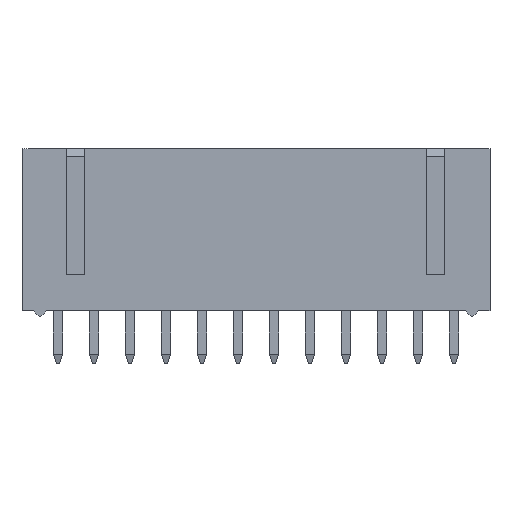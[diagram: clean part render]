
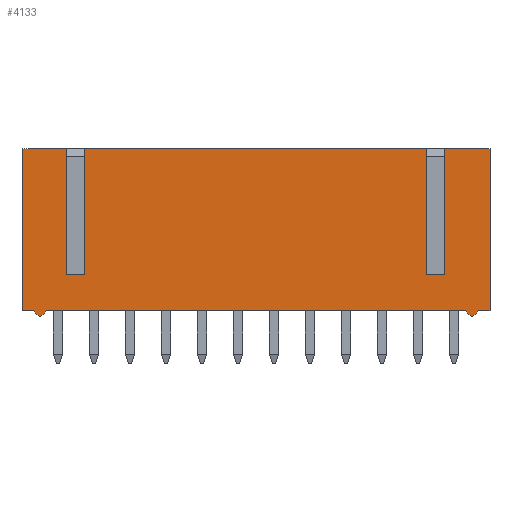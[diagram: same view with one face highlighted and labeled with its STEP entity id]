
A CAD part, front view. The second image highlights one B-rep face of the part: STEP entity #4133.
In plain terms, the highlighted planar face has unit normal (0, -1, 0).
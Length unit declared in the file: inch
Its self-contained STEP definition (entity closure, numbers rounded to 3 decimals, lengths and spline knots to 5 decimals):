
#5=DIRECTION('',(0.,0.,-1.));
#6=VECTOR('',#5,0.45);
#7=CARTESIAN_POINT('',(-0.65,-0.1,0.15));
#8=LINE('',#7,#6);
#557=DIRECTION('',(1.,0.,0.));
#558=VECTOR('',#557,0.0325);
#559=CARTESIAN_POINT('',(-0.65,-0.1,-0.3));
#560=LINE('',#559,#558);
#565=DIRECTION('',(1.,0.,0.));
#566=VECTOR('',#565,1.165);
#567=CARTESIAN_POINT('',(-0.5825,-0.1,-0.3));
#568=LINE('',#567,#566);
#577=DIRECTION('',(1.,0.,0.));
#578=VECTOR('',#577,0.0325);
#579=CARTESIAN_POINT('',(0.6175,-0.1,-0.3));
#580=LINE('',#579,#578);
#777=DIRECTION('',(-1.,0.,0.));
#778=VECTOR('',#777,0.05);
#779=CARTESIAN_POINT('',(-0.475,-0.1,-0.2));
#780=LINE('',#779,#778);
#781=DIRECTION('',(0.,0.,-1.));
#782=VECTOR('',#781,0.35);
#783=CARTESIAN_POINT('',(-0.475,-0.1,0.15));
#784=LINE('',#783,#782);
#785=DIRECTION('',(1.,0.,0.));
#786=VECTOR('',#785,0.95);
#787=CARTESIAN_POINT('',(-0.475,-0.1,0.15));
#788=LINE('',#787,#786);
#789=DIRECTION('',(0.,0.,-1.));
#790=VECTOR('',#789,0.35);
#791=CARTESIAN_POINT('',(0.475,-0.1,0.15));
#792=LINE('',#791,#790);
#793=DIRECTION('',(1.,0.,0.));
#794=VECTOR('',#793,0.05);
#795=CARTESIAN_POINT('',(0.475,-0.1,-0.2));
#796=LINE('',#795,#794);
#797=DIRECTION('',(0.,0.,-1.));
#798=VECTOR('',#797,0.35);
#799=CARTESIAN_POINT('',(0.525,-0.1,0.15));
#800=LINE('',#799,#798);
#801=DIRECTION('',(1.,0.,0.));
#802=VECTOR('',#801,0.125);
#803=CARTESIAN_POINT('',(0.525,-0.1,0.15));
#804=LINE('',#803,#802);
#805=DIRECTION('',(-0.707,0.,-0.707));
#806=VECTOR('',#805,0.02121);
#807=CARTESIAN_POINT('',(0.6175,-0.1,-0.3));
#808=LINE('',#807,#806);
#809=DIRECTION('',(-1.,0.,0.));
#810=VECTOR('',#809,0.005);
#811=CARTESIAN_POINT('',(0.6025,-0.1,-0.315));
#812=LINE('',#811,#810);
#813=DIRECTION('',(-0.707,0.,0.707));
#814=VECTOR('',#813,0.02121);
#815=CARTESIAN_POINT('',(0.5975,-0.1,-0.315));
#816=LINE('',#815,#814);
#817=DIRECTION('',(-0.707,0.,-0.707));
#818=VECTOR('',#817,0.02121);
#819=CARTESIAN_POINT('',(-0.5825,-0.1,-0.3));
#820=LINE('',#819,#818);
#821=DIRECTION('',(-1.,0.,0.));
#822=VECTOR('',#821,0.005);
#823=CARTESIAN_POINT('',(-0.5975,-0.1,-0.315));
#824=LINE('',#823,#822);
#825=DIRECTION('',(-0.707,0.,0.707));
#826=VECTOR('',#825,0.02121);
#827=CARTESIAN_POINT('',(-0.6025,-0.1,-0.315));
#828=LINE('',#827,#826);
#829=DIRECTION('',(1.,0.,0.));
#830=VECTOR('',#829,0.125);
#831=CARTESIAN_POINT('',(-0.65,-0.1,0.15));
#832=LINE('',#831,#830);
#833=DIRECTION('',(0.,0.,-1.));
#834=VECTOR('',#833,0.35);
#835=CARTESIAN_POINT('',(-0.525,-0.1,0.15));
#836=LINE('',#835,#834);
#1129=DIRECTION('',(0.,0.,-1.));
#1130=VECTOR('',#1129,0.45);
#1131=CARTESIAN_POINT('',(0.65,-0.1,0.15));
#1132=LINE('',#1131,#1130);
#2569=CARTESIAN_POINT('',(-0.65,-0.1,0.15));
#2570=CARTESIAN_POINT('',(-0.65,-0.1,-0.3));
#2571=VERTEX_POINT('',#2569);
#2572=VERTEX_POINT('',#2570);
#2575=CARTESIAN_POINT('',(0.65,-0.1,0.15));
#2576=CARTESIAN_POINT('',(0.65,-0.1,-0.3));
#2577=VERTEX_POINT('',#2575);
#2578=VERTEX_POINT('',#2576);
#2653=CARTESIAN_POINT('',(-0.5975,-0.1,-0.315));
#2654=CARTESIAN_POINT('',(-0.6025,-0.1,-0.315));
#2655=VERTEX_POINT('',#2653);
#2656=VERTEX_POINT('',#2654);
#2657=CARTESIAN_POINT('',(0.6025,-0.1,-0.315));
#2658=CARTESIAN_POINT('',(0.5975,-0.1,-0.315));
#2659=VERTEX_POINT('',#2657);
#2660=VERTEX_POINT('',#2658);
#2661=CARTESIAN_POINT('',(-0.6175,-0.1,-0.3));
#2663=VERTEX_POINT('',#2661);
#2665=CARTESIAN_POINT('',(-0.5825,-0.1,-0.3));
#2667=VERTEX_POINT('',#2665);
#2669=CARTESIAN_POINT('',(0.5825,-0.1,-0.3));
#2671=VERTEX_POINT('',#2669);
#2673=CARTESIAN_POINT('',(0.6175,-0.1,-0.3));
#2675=VERTEX_POINT('',#2673);
#2753=CARTESIAN_POINT('',(0.475,-0.1,-0.2));
#2754=CARTESIAN_POINT('',(0.525,-0.1,-0.2));
#2755=VERTEX_POINT('',#2753);
#2756=VERTEX_POINT('',#2754);
#2757=CARTESIAN_POINT('',(0.475,-0.1,0.15));
#2758=VERTEX_POINT('',#2757);
#2759=CARTESIAN_POINT('',(0.525,-0.1,0.15));
#2760=VERTEX_POINT('',#2759);
#2786=CARTESIAN_POINT('',(-0.475,-0.1,-0.2));
#2788=VERTEX_POINT('',#2786);
#2789=CARTESIAN_POINT('',(-0.525,-0.1,-0.2));
#2791=VERTEX_POINT('',#2789);
#2793=CARTESIAN_POINT('',(-0.475,-0.1,0.15));
#2794=VERTEX_POINT('',#2793);
#2795=CARTESIAN_POINT('',(-0.525,-0.1,0.15));
#2796=VERTEX_POINT('',#2795);
#4097=CARTESIAN_POINT('',(-0.65,-0.1,0.15));
#4098=DIRECTION('',(0.,-1.,0.));
#4099=DIRECTION('',(0.,0.,-1.));
#4100=AXIS2_PLACEMENT_3D('',#4097,#4098,#4099);
#4101=PLANE('',#4100);
#4102=ORIENTED_EDGE('',*,*,#3533,.F.);
#4103=ORIENTED_EDGE('',*,*,#3520,.F.);
#4104=ORIENTED_EDGE('',*,*,#3452,.T.);
#4106=ORIENTED_EDGE('',*,*,#4105,.T.);
#4107=ORIENTED_EDGE('',*,*,#3556,.T.);
#4109=ORIENTED_EDGE('',*,*,#4108,.F.);
#4110=ORIENTED_EDGE('',*,*,#3468,.T.);
#4112=ORIENTED_EDGE('',*,*,#4111,.T.);
#4113=ORIENTED_EDGE('',*,*,#4075,.F.);
#4115=ORIENTED_EDGE('',*,*,#4114,.T.);
#4117=ORIENTED_EDGE('',*,*,#4116,.T.);
#4119=ORIENTED_EDGE('',*,*,#4118,.T.);
#4120=ORIENTED_EDGE('',*,*,#3944,.F.);
#4122=ORIENTED_EDGE('',*,*,#4121,.T.);
#4124=ORIENTED_EDGE('',*,*,#4123,.T.);
#4125=ORIENTED_EDGE('',*,*,#4089,.T.);
#4126=ORIENTED_EDGE('',*,*,#3932,.F.);
#4127=ORIENTED_EDGE('',*,*,#3362,.F.);
#4128=ORIENTED_EDGE('',*,*,#3492,.T.);
#4130=ORIENTED_EDGE('',*,*,#4129,.T.);
#4131=EDGE_LOOP('',(#4102,#4103,#4104,#4106,#4107,#4109,#4110,#4112,#4113,#4115,
#4117,#4119,#4120,#4122,#4124,#4125,#4126,#4127,#4128,#4130));
#4132=FACE_OUTER_BOUND('',#4131,.F.);
#4133=ADVANCED_FACE('',(#4132),#4101,.T.);
#3362=EDGE_CURVE('',#2571,#2572,#8,.T.);
#3452=EDGE_CURVE('',#2794,#2758,#788,.T.);
#3468=EDGE_CURVE('',#2760,#2577,#804,.T.);
#3492=EDGE_CURVE('',#2571,#2796,#832,.T.);
#3520=EDGE_CURVE('',#2794,#2788,#784,.T.);
#3533=EDGE_CURVE('',#2788,#2791,#780,.T.);
#3556=EDGE_CURVE('',#2755,#2756,#796,.T.);
#3932=EDGE_CURVE('',#2572,#2663,#560,.T.);
#3944=EDGE_CURVE('',#2667,#2671,#568,.T.);
#4075=EDGE_CURVE('',#2675,#2578,#580,.T.);
#4089=EDGE_CURVE('',#2656,#2663,#828,.T.);
#4105=EDGE_CURVE('',#2758,#2755,#792,.T.);
#4108=EDGE_CURVE('',#2760,#2756,#800,.T.);
#4111=EDGE_CURVE('',#2577,#2578,#1132,.T.);
#4114=EDGE_CURVE('',#2675,#2659,#808,.T.);
#4116=EDGE_CURVE('',#2659,#2660,#812,.T.);
#4118=EDGE_CURVE('',#2660,#2671,#816,.T.);
#4121=EDGE_CURVE('',#2667,#2655,#820,.T.);
#4123=EDGE_CURVE('',#2655,#2656,#824,.T.);
#4129=EDGE_CURVE('',#2796,#2791,#836,.T.);
